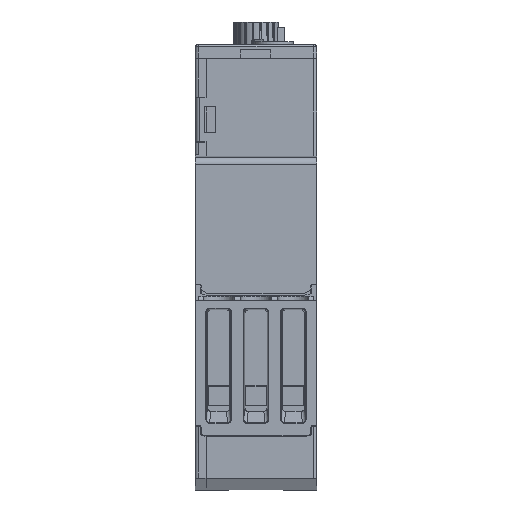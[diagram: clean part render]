
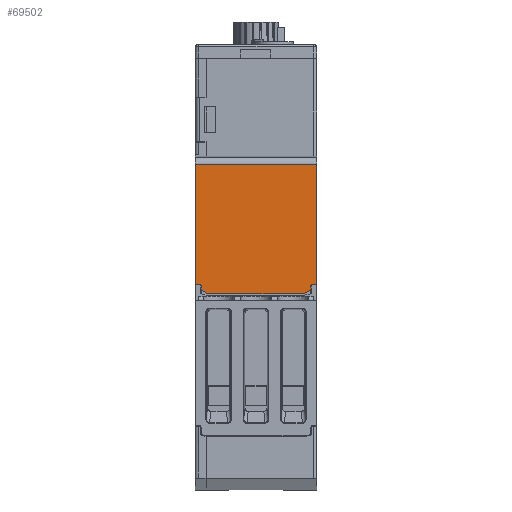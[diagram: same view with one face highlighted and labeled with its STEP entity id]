
A CAD part, left-side view. The second image highlights one B-rep face of the part: STEP entity #69502.
In plain terms, the highlighted planar face has unit normal (-1, 0, 0).
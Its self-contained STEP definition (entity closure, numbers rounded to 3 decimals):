
#4246=PLANE('',#76772);
#12117=LINE('',#131807,#18600);
#12140=LINE('',#131863,#18623);
#12141=LINE('',#131865,#18624);
#12142=LINE('',#131867,#18625);
#12143=LINE('',#131869,#18626);
#12144=LINE('',#131871,#18627);
#12145=LINE('',#131873,#18628);
#12146=LINE('',#131875,#18629);
#12147=LINE('',#131877,#18630);
#12148=LINE('',#131879,#18631);
#18600=VECTOR('',#93928,1000.);
#18623=VECTOR('',#93965,1000.);
#18624=VECTOR('',#93966,1000.);
#18625=VECTOR('',#93967,1000.);
#18626=VECTOR('',#93968,1000.);
#18627=VECTOR('',#93969,1000.);
#18628=VECTOR('',#93970,1000.);
#18629=VECTOR('',#93971,1000.);
#18630=VECTOR('',#93972,1000.);
#18631=VECTOR('',#93973,1000.);
#37753=ORIENTED_EDGE('',*,*,#48695,.T.);
#37754=ORIENTED_EDGE('',*,*,#48668,.F.);
#37755=ORIENTED_EDGE('',*,*,#48696,.F.);
#37756=ORIENTED_EDGE('',*,*,#48697,.F.);
#37757=ORIENTED_EDGE('',*,*,#48698,.F.);
#37758=ORIENTED_EDGE('',*,*,#48699,.F.);
#37759=ORIENTED_EDGE('',*,*,#48700,.F.);
#37760=ORIENTED_EDGE('',*,*,#48701,.F.);
#37761=ORIENTED_EDGE('',*,*,#48702,.F.);
#37762=ORIENTED_EDGE('',*,*,#48703,.T.);
#48668=EDGE_CURVE('',#55427,#55424,#12117,.T.);
#48695=EDGE_CURVE('',#55454,#55424,#12140,.T.);
#48696=EDGE_CURVE('',#55455,#55427,#12141,.T.);
#48697=EDGE_CURVE('',#55456,#55455,#12142,.T.);
#48698=EDGE_CURVE('',#55457,#55456,#12143,.T.);
#48699=EDGE_CURVE('',#55458,#55457,#12144,.T.);
#48700=EDGE_CURVE('',#55459,#55458,#12145,.T.);
#48701=EDGE_CURVE('',#55460,#55459,#12146,.T.);
#48702=EDGE_CURVE('',#55461,#55460,#12147,.T.);
#48703=EDGE_CURVE('',#55461,#55454,#12148,.T.);
#55424=VERTEX_POINT('',#131801);
#55427=VERTEX_POINT('',#131806);
#55454=VERTEX_POINT('',#131864);
#55455=VERTEX_POINT('',#131866);
#55456=VERTEX_POINT('',#131868);
#55457=VERTEX_POINT('',#131870);
#55458=VERTEX_POINT('',#131872);
#55459=VERTEX_POINT('',#131874);
#55460=VERTEX_POINT('',#131876);
#55461=VERTEX_POINT('',#131878);
#60165=EDGE_LOOP('',(#37753,#37754,#37755,#37756,#37757,#37758,#37759,#37760,
#37761,#37762));
#64470=FACE_BOUND('',#60165,.T.);
#69502=ADVANCED_FACE('',(#64470),#4246,.F.);
#76772=AXIS2_PLACEMENT_3D('',#131862,#93963,#93964);
#93928=DIRECTION('',(0.,-1.,0.));
#93963=DIRECTION('',(1.,0.,0.));
#93964=DIRECTION('',(0.,0.,1.));
#93965=DIRECTION('',(0.,0.,1.));
#93966=DIRECTION('',(0.,0.,1.));
#93967=DIRECTION('',(0.,1.,0.));
#93968=DIRECTION('',(0.,0.026,1.));
#93969=DIRECTION('',(0.,0.894,0.447));
#93970=DIRECTION('',(0.,1.,0.));
#93971=DIRECTION('',(0.,0.894,-0.447));
#93972=DIRECTION('',(0.,0.026,-1.));
#93973=DIRECTION('',(0.,-1.,0.));
#131801=CARTESIAN_POINT('',(-35.407,1.2,24.964));
#131806=CARTESIAN_POINT('',(-35.407,19.1,24.964));
#131807=CARTESIAN_POINT('',(-35.407,19.1,24.964));
#131862=CARTESIAN_POINT('',(-35.407,19.1,4.914));
#131863=CARTESIAN_POINT('',(-35.407,1.2,4.914));
#131864=CARTESIAN_POINT('',(-35.407,1.2,7.284));
#131865=CARTESIAN_POINT('',(-35.407,19.1,4.914));
#131866=CARTESIAN_POINT('',(-35.407,19.1,7.284));
#131867=CARTESIAN_POINT('',(-35.407,18.25,7.284));
#131868=CARTESIAN_POINT('',(-35.407,18.247,7.284));
#131869=CARTESIAN_POINT('',(-35.407,18.19,5.138));
#131870=CARTESIAN_POINT('',(-35.407,18.224,6.418));
#131871=CARTESIAN_POINT('',(-35.407,17.255,5.934));
#131872=CARTESIAN_POINT('',(-35.407,17.255,5.934));
#131873=CARTESIAN_POINT('',(-35.407,-10.854,5.934));
#131874=CARTESIAN_POINT('',(-35.407,3.055,5.934));
#131875=CARTESIAN_POINT('',(-35.407,2.055,6.434));
#131876=CARTESIAN_POINT('',(-35.407,2.076,6.423));
#131877=CARTESIAN_POINT('',(-35.407,2.122,4.669));
#131878=CARTESIAN_POINT('',(-35.407,2.053,7.284));
#131879=CARTESIAN_POINT('',(-35.407,2.05,7.284));
